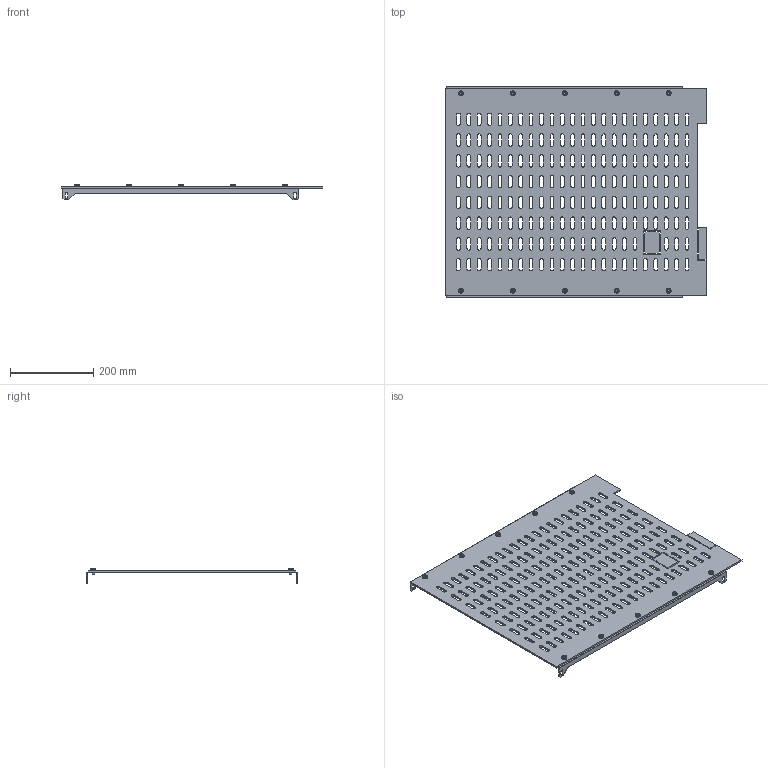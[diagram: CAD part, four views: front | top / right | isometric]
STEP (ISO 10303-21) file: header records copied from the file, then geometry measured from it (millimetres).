
FILE_DESCRIPTION (( 'STEP AP214' ), '1' );
FILE_NAME ('FO-00-3BABW-060-060 FORMAT Ê-ò ñåêö. 3b ARMAT ACB A_B âûêàò. 3-4P 600õ600 IEK.STEP', '2024-06-26T11:08:14', ( '' ), ( '' ), 'SwSTEP 2.0', 'SolidWorks 2022', '' );
FILE_SCHEMA (( 'AUTOMOTIVE_DESIGN' ));
Length unit declared in the file: millimetre
Products named in the file (1): FO-00-3BABW-060-060 FORMAT К-т секц. 3b ARMAT ACB A_B выкат. 3-4P 600х600 IEK
Bounding box: 630 x 508 x 37 mm (x, y, z)
Volume: 1121570.4 mm3; surface area: 685766.7 mm2
Topology: 13 solids, 13 shells, 1192 faces, 3358 edges, 2212 vertices
Faces by surface type: cylinder 606, plane 506, cone 40, torus 40
Entity records: 53008 total; most frequent: DIRECTION 7076, CARTESIAN_POINT 6763, ORIENTED_EDGE 6716, EDGE_CURVE 3358, AXIS2_PLACEMENT_3D 2525, VERTEX_POINT 2212, LINE 2026, VECTOR 2026
